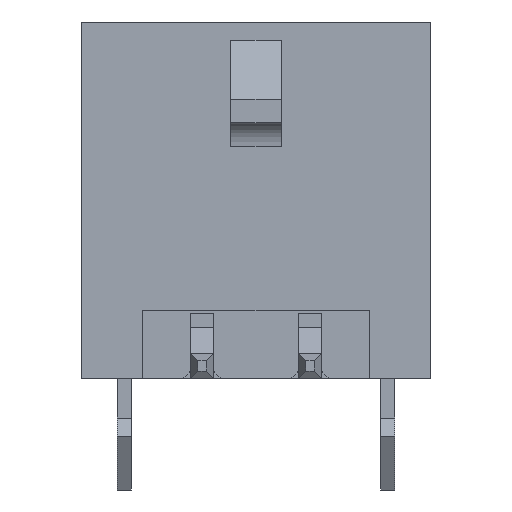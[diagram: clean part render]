
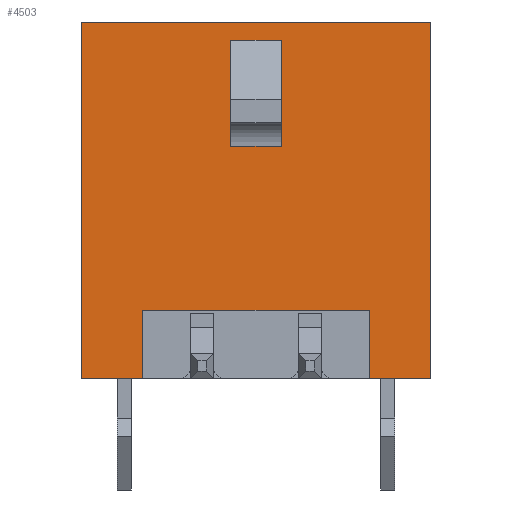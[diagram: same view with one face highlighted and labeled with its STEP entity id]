
A CAD part, front view. The second image highlights one B-rep face of the part: STEP entity #4503.
In plain terms, the highlighted planar face has unit normal (0, -1, 0).
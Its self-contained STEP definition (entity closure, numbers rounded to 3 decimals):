
#316=ORIENTED_EDGE('',*,*,#1588,.F.);
#317=ORIENTED_EDGE('',*,*,#1589,.F.);
#318=ORIENTED_EDGE('',*,*,#1590,.T.);
#319=ORIENTED_EDGE('',*,*,#1591,.T.);
#320=ORIENTED_EDGE('',*,*,#1592,.T.);
#321=ORIENTED_EDGE('',*,*,#1593,.T.);
#322=ORIENTED_EDGE('',*,*,#1551,.F.);
#323=ORIENTED_EDGE('',*,*,#1594,.T.);
#324=ORIENTED_EDGE('',*,*,#1595,.T.);
#325=ORIENTED_EDGE('',*,*,#1596,.F.);
#326=ORIENTED_EDGE('',*,*,#1597,.F.);
#327=ORIENTED_EDGE('',*,*,#1598,.T.);
#1551=EDGE_CURVE('',#2186,#2187,#2650,.T.);
#1588=EDGE_CURVE('',#2213,#2214,#2681,.T.);
#1589=EDGE_CURVE('',#2215,#2213,#2682,.T.);
#1590=EDGE_CURVE('',#2215,#2216,#2683,.T.);
#1591=EDGE_CURVE('',#2216,#2214,#2684,.T.);
#1592=EDGE_CURVE('',#2217,#2218,#2685,.T.);
#1593=EDGE_CURVE('',#2218,#2187,#2686,.T.);
#1594=EDGE_CURVE('',#2186,#2219,#2687,.T.);
#1595=EDGE_CURVE('',#2219,#2220,#2688,.T.);
#1596=EDGE_CURVE('',#2221,#2220,#2689,.T.);
#1597=EDGE_CURVE('',#2222,#2221,#2690,.T.);
#1598=EDGE_CURVE('',#2222,#2217,#2691,.T.);
#2186=VERTEX_POINT('',#6420);
#2187=VERTEX_POINT('',#6422);
#2213=VERTEX_POINT('',#6494);
#2214=VERTEX_POINT('',#6495);
#2215=VERTEX_POINT('',#6497);
#2216=VERTEX_POINT('',#6499);
#2217=VERTEX_POINT('',#6502);
#2218=VERTEX_POINT('',#6503);
#2219=VERTEX_POINT('',#6506);
#2220=VERTEX_POINT('',#6508);
#2221=VERTEX_POINT('',#6510);
#2222=VERTEX_POINT('',#6512);
#2650=LINE('',#6421,#3289);
#2681=LINE('',#6493,#3320);
#2682=LINE('',#6496,#3321);
#2683=LINE('',#6498,#3322);
#2684=LINE('',#6500,#3323);
#2685=LINE('',#6501,#3324);
#2686=LINE('',#6504,#3325);
#2687=LINE('',#6505,#3326);
#2688=LINE('',#6507,#3327);
#2689=LINE('',#6509,#3328);
#2690=LINE('',#6511,#3329);
#2691=LINE('',#6513,#3330);
#3289=VECTOR('',#5184,1000.);
#3320=VECTOR('',#5245,1000.);
#3321=VECTOR('',#5246,1000.);
#3322=VECTOR('',#5247,1000.);
#3323=VECTOR('',#5248,1000.);
#3324=VECTOR('',#5249,1000.);
#3325=VECTOR('',#5250,1000.);
#3326=VECTOR('',#5251,1000.);
#3327=VECTOR('',#5252,1000.);
#3328=VECTOR('',#5253,1000.);
#3329=VECTOR('',#5254,1000.);
#3330=VECTOR('',#5255,1000.);
#3820=EDGE_LOOP('',(#316,#317,#318,#319));
#3821=EDGE_LOOP('',(#320,#321,#322,#323,#324,#325,#326,#327));
#4055=FACE_BOUND('',#3820,.T.);
#4056=FACE_BOUND('',#3821,.T.);
#4290=PLANE('',#4771);
#4503=ADVANCED_FACE('',(#4055,#4056),#4290,.T.);
#4771=AXIS2_PLACEMENT_3D('',#6492,#5243,#5244);
#5184=DIRECTION('',(-1.,0.,0.));
#5243=DIRECTION('',(0.,-1.,0.));
#5244=DIRECTION('',(0.,0.,-1.));
#5245=DIRECTION('',(-1.,0.,0.));
#5246=DIRECTION('',(0.,0.,1.));
#5247=DIRECTION('',(-1.,0.,0.));
#5248=DIRECTION('',(0.,0.,1.));
#5249=DIRECTION('',(1.,0.,0.));
#5250=DIRECTION('',(0.,0.,-1.));
#5251=DIRECTION('',(0.,0.,1.));
#5252=DIRECTION('',(-1.,0.,0.));
#5253=DIRECTION('',(0.,0.,1.));
#5254=DIRECTION('',(-1.,0.,0.));
#5255=DIRECTION('',(0.,0.,1.));
#6420=CARTESIAN_POINT('',(4.85,-3.43,-4.95));
#6421=CARTESIAN_POINT('',(4.85,-3.43,-4.95));
#6422=CARTESIAN_POINT('',(3.15,-3.43,-4.95));
#6492=CARTESIAN_POINT('',(4.85,-3.43,-4.95));
#6493=CARTESIAN_POINT('',(0.7,-3.43,4.45));
#6494=CARTESIAN_POINT('',(0.7,-3.43,4.45));
#6495=CARTESIAN_POINT('',(-0.7,-3.43,4.45));
#6496=CARTESIAN_POINT('',(0.7,-3.43,1.5));
#6497=CARTESIAN_POINT('',(0.7,-3.43,1.5));
#6498=CARTESIAN_POINT('',(0.7,-3.43,1.5));
#6499=CARTESIAN_POINT('',(-0.7,-3.43,1.5));
#6500=CARTESIAN_POINT('',(-0.7,-3.43,1.5));
#6501=CARTESIAN_POINT('',(-3.15,-3.43,-3.05));
#6502=CARTESIAN_POINT('',(-3.15,-3.43,-3.05));
#6503=CARTESIAN_POINT('',(3.15,-3.43,-3.05));
#6504=CARTESIAN_POINT('',(3.15,-3.43,-3.05));
#6505=CARTESIAN_POINT('',(4.85,-3.43,-4.95));
#6506=CARTESIAN_POINT('',(4.85,-3.43,4.95));
#6507=CARTESIAN_POINT('',(4.85,-3.43,4.95));
#6508=CARTESIAN_POINT('',(-4.85,-3.43,4.95));
#6509=CARTESIAN_POINT('',(-4.85,-3.43,-4.95));
#6510=CARTESIAN_POINT('',(-4.85,-3.43,-4.95));
#6511=CARTESIAN_POINT('',(4.85,-3.43,-4.95));
#6512=CARTESIAN_POINT('',(-3.15,-3.43,-4.95));
#6513=CARTESIAN_POINT('',(-3.15,-3.43,-4.95));
